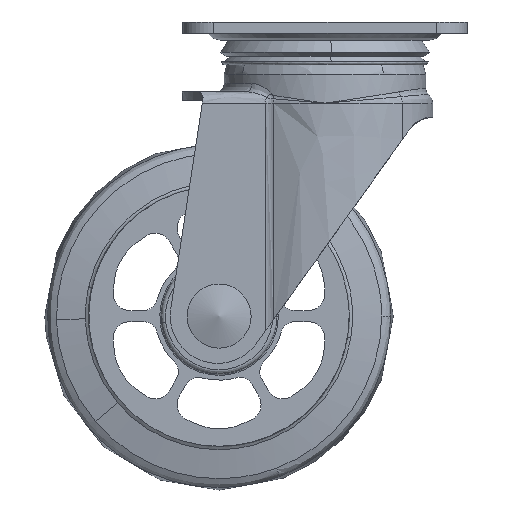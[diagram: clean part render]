
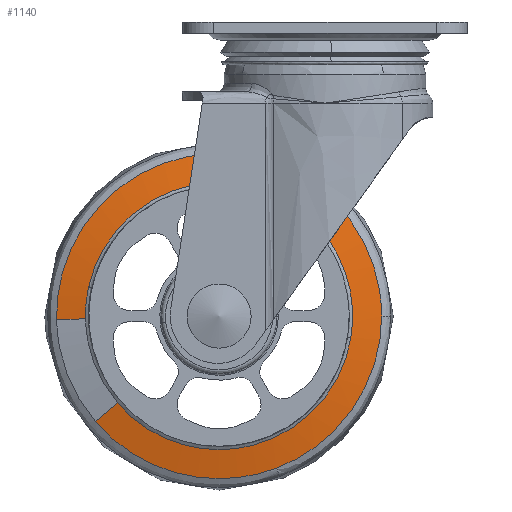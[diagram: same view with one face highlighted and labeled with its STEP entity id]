
A CAD part, front view. The second image highlights one B-rep face of the part: STEP entity #1140.
In plain terms, the highlighted free-form (B-spline) face has degree [2, 1] with [9, 2] control points.
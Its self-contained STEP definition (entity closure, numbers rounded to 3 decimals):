
#942=CARTESIAN_POINT('',(-47.653,-16.933,-0.991));
#943=CARTESIAN_POINT('',(-48.122,-16.933,21.581));
#944=CARTESIAN_POINT('',(-30.955,-16.933,36.243));
#945=CARTESIAN_POINT('',(5.289,-16.933,67.198));
#946=CARTESIAN_POINT('',(36.243,-16.933,30.955));
#947=CARTESIAN_POINT('',(67.198,-16.933,-5.289));
#948=CARTESIAN_POINT('',(30.955,-16.933,-36.243));
#949=CARTESIAN_POINT('',(-5.289,-16.933,-67.198));
#950=CARTESIAN_POINT('',(-36.243,-16.933,-30.955));
#951=CARTESIAN_POINT('',(-58.569,-14.881,-1.218));
#952=CARTESIAN_POINT('',(-59.146,-14.881,26.525));
#953=CARTESIAN_POINT('',(-38.046,-14.881,44.546));
#954=CARTESIAN_POINT('',(6.5,-14.881,82.592));
#955=CARTESIAN_POINT('',(44.546,-14.881,38.046));
#956=CARTESIAN_POINT('',(82.592,-14.881,-6.5));
#957=CARTESIAN_POINT('',(38.046,-14.881,-44.546));
#958=CARTESIAN_POINT('',(-6.5,-14.881,-82.592));
#959=CARTESIAN_POINT('',(-44.546,-14.881,-38.046));
#967=(BOUNDED_SURFACE()B_SPLINE_SURFACE(2,1,((#942,#951),(#943,#952),(#944,#953),(#945,#954),(#946,#955),(#947,#956),(#948,#957),(#949,#958),(#950,#959)),.UNSPECIFIED.,.F.,.F.,.U.)B_SPLINE_SURFACE_WITH_KNOTS((3,2,2,2,3),(2,2),(0.0,54.355,151.417,248.479,345.541),(0.0,11.11),.UNSPECIFIED.)GEOMETRIC_REPRESENTATION_ITEM()RATIONAL_B_SPLINE_SURFACE(((0.856,0.856),(0.836,0.836),(1.0,1.0),(0.707,0.707),(1.0,1.0),(0.707,0.707),(1.0,1.0),(0.707,0.707),(1.0,1.0)))REPRESENTATION_ITEM('')SURFACE());
#968=CARTESIAN_POINT('',(-47.913,-16.885,-0.996));
#969=VERTEX_POINT('',#968);
#970=CARTESIAN_POINT('',(-46.762,-16.885,10.486));
#971=VERTEX_POINT('',#970);
#972=CARTESIAN_POINT('',(-47.913,-16.885,-0.996));
#973=CARTESIAN_POINT('',(-47.923,-16.885,-0.498));
#974=CARTESIAN_POINT('',(-47.923,-16.885,0.0));
#975=CARTESIAN_POINT('',(-47.923,-16.885,5.307));
#976=CARTESIAN_POINT('',(-46.762,-16.885,10.486));
#984=(BOUNDED_CURVE()B_SPLINE_CURVE(2,(#972,#973,#974,#975,#976),.UNSPECIFIED.,.F.,.U.)B_SPLINE_CURVE_WITH_KNOTS((3,2,3),(0.746,0.75,0.787),.UNSPECIFIED.)CURVE()GEOMETRIC_REPRESENTATION_ITEM()RATIONAL_B_SPLINE_CURVE((0.992,0.996,1.0,0.956,0.925))REPRESENTATION_ITEM(''));
#985=EDGE_CURVE('',#969,#971,#984,.T.);
#986=ORIENTED_EDGE('',*,*,#985,.T.);
#987=CARTESIAN_POINT('',(0.,-16.885,47.923));
#988=VERTEX_POINT('',#987);
#989=CARTESIAN_POINT('',(-46.762,-16.885,10.486));
#990=CARTESIAN_POINT('',(-38.367,-16.885,47.923));
#991=CARTESIAN_POINT('',(0.,-16.885,47.923));
#999=(BOUNDED_CURVE()B_SPLINE_CURVE(2,(#989,#990,#991),.UNSPECIFIED.,.F.,.U.)B_SPLINE_CURVE_WITH_KNOTS((3,3),(0.787,1.0),.UNSPECIFIED.)CURVE()GEOMETRIC_REPRESENTATION_ITEM()RATIONAL_B_SPLINE_CURVE((0.925,0.751,1.0))REPRESENTATION_ITEM(''));
#1000=EDGE_CURVE('',#971,#988,#999,.T.);
#1001=ORIENTED_EDGE('',*,*,#1000,.T.);
#1002=CARTESIAN_POINT('',(47.285,-16.885,-7.794));
#1003=VERTEX_POINT('',#1002);
#1004=CARTESIAN_POINT('',(0.,-16.885,47.923));
#1005=CARTESIAN_POINT('',(47.923,-16.885,47.923));
#1006=CARTESIAN_POINT('',(47.923,-16.885,0.0));
#1007=CARTESIAN_POINT('',(47.923,-16.885,-3.923));
#1008=CARTESIAN_POINT('',(47.285,-16.885,-7.794));
#1016=(BOUNDED_CURVE()B_SPLINE_CURVE(2,(#1004,#1005,#1006,#1007,#1008),.UNSPECIFIED.,.F.,.U.)B_SPLINE_CURVE_WITH_KNOTS((3,2,3),(0.0,0.25,0.278),.UNSPECIFIED.)CURVE()GEOMETRIC_REPRESENTATION_ITEM()RATIONAL_B_SPLINE_CURVE((1.0,0.707,1.0,0.967,0.942))REPRESENTATION_ITEM(''));
#1017=EDGE_CURVE('',#988,#1003,#1016,.T.);
#1018=ORIENTED_EDGE('',*,*,#1017,.T.);
#1019=CARTESIAN_POINT('',(0.,-16.885,-47.923));
#1020=VERTEX_POINT('',#1019);
#1021=CARTESIAN_POINT('',(47.285,-16.885,-7.794));
#1022=CARTESIAN_POINT('',(40.67,-16.885,-47.923));
#1023=CARTESIAN_POINT('',(0.,-16.885,-47.923));
#1031=(BOUNDED_CURVE()B_SPLINE_CURVE(2,(#1021,#1022,#1023),.UNSPECIFIED.,.F.,.U.)B_SPLINE_CURVE_WITH_KNOTS((3,3),(0.278,0.5),.UNSPECIFIED.)CURVE()GEOMETRIC_REPRESENTATION_ITEM()RATIONAL_B_SPLINE_CURVE((0.942,0.74,1.0))REPRESENTATION_ITEM(''));
#1032=EDGE_CURVE('',#1003,#1020,#1031,.T.);
#1033=ORIENTED_EDGE('',*,*,#1032,.T.);
#1034=CARTESIAN_POINT('',(-36.441,-16.885,-31.123));
#1035=VERTEX_POINT('',#1034);
#1036=CARTESIAN_POINT('',(0.,-16.885,-47.923));
#1037=CARTESIAN_POINT('',(-22.093,-16.885,-47.923));
#1038=CARTESIAN_POINT('',(-36.441,-16.885,-31.123));
#1046=(BOUNDED_CURVE()B_SPLINE_CURVE(2,(#1036,#1037,#1038),.UNSPECIFIED.,.F.,.U.)B_SPLINE_CURVE_WITH_KNOTS((3,3),(0.5,0.637),.UNSPECIFIED.)CURVE()GEOMETRIC_REPRESENTATION_ITEM()RATIONAL_B_SPLINE_CURVE((1.0,0.84,0.855))REPRESENTATION_ITEM(''));
#1047=EDGE_CURVE('',#1020,#1035,#1046,.T.);
#1048=ORIENTED_EDGE('',*,*,#1047,.T.);
#1049=CARTESIAN_POINT('',(-44.344,-14.931,-37.873));
#1050=VERTEX_POINT('',#1049);
#1051=CARTESIAN_POINT('',(-36.441,-16.885,-31.123));
#1052=CARTESIAN_POINT('',(-44.344,-14.931,-37.873));
#1053=QUASI_UNIFORM_CURVE('',1,(#1051,#1052),.UNSPECIFIED.,.F.,.U.);
#1054=EDGE_CURVE('',#1035,#1050,#1053,.T.);
#1055=ORIENTED_EDGE('',*,*,#1054,.T.);
#1056=CARTESIAN_POINT('',(0.,-14.931,-58.316));
#1057=VERTEX_POINT('',#1056);
#1058=CARTESIAN_POINT('',(0.,-14.931,-58.316));
#1059=CARTESIAN_POINT('',(-26.884,-14.931,-58.316));
#1060=CARTESIAN_POINT('',(-44.344,-14.931,-37.873));
#1068=(BOUNDED_CURVE()B_SPLINE_CURVE(2,(#1058,#1059,#1060),.UNSPECIFIED.,.F.,.U.)B_SPLINE_CURVE_WITH_KNOTS((3,3),(0.5,0.637),.UNSPECIFIED.)CURVE()GEOMETRIC_REPRESENTATION_ITEM()RATIONAL_B_SPLINE_CURVE((1.0,0.84,0.855))REPRESENTATION_ITEM(''));
#1069=EDGE_CURVE('',#1057,#1050,#1068,.T.);
#1070=ORIENTED_EDGE('',*,*,#1069,.F.);
#1071=CARTESIAN_POINT('',(20.603,-14.931,-54.555));
#1072=VERTEX_POINT('',#1071);
#1073=CARTESIAN_POINT('',(20.603,-14.931,-54.555));
#1074=CARTESIAN_POINT('',(10.645,-14.931,-58.316));
#1075=CARTESIAN_POINT('',(0.,-14.931,-58.316));
#1083=(BOUNDED_CURVE()B_SPLINE_CURVE(2,(#1073,#1074,#1075),.UNSPECIFIED.,.F.,.U.)B_SPLINE_CURVE_WITH_KNOTS((3,3),(0.44,0.5),.UNSPECIFIED.)CURVE()GEOMETRIC_REPRESENTATION_ITEM()RATIONAL_B_SPLINE_CURVE((0.893,0.93,1.0))REPRESENTATION_ITEM(''));
#1084=EDGE_CURVE('',#1072,#1057,#1083,.T.);
#1085=ORIENTED_EDGE('',*,*,#1084,.F.);
#1086=CARTESIAN_POINT('',(58.316,-14.931,0.));
#1087=VERTEX_POINT('',#1086);
#1088=CARTESIAN_POINT('',(58.316,-14.931,0.));
#1089=CARTESIAN_POINT('',(58.316,-14.931,-40.312));
#1090=CARTESIAN_POINT('',(20.603,-14.931,-54.555));
#1098=(BOUNDED_CURVE()B_SPLINE_CURVE(2,(#1088,#1089,#1090),.UNSPECIFIED.,.F.,.U.)B_SPLINE_CURVE_WITH_KNOTS((3,3),(0.25,0.44),.UNSPECIFIED.)CURVE()GEOMETRIC_REPRESENTATION_ITEM()RATIONAL_B_SPLINE_CURVE((1.,0.777,0.893))REPRESENTATION_ITEM(''));
#1099=EDGE_CURVE('',#1087,#1072,#1098,.T.);
#1100=ORIENTED_EDGE('',*,*,#1099,.F.);
#1101=CARTESIAN_POINT('',(0.,-14.931,58.316));
#1102=VERTEX_POINT('',#1101);
#1103=CARTESIAN_POINT('',(0.,-14.931,58.316));
#1104=CARTESIAN_POINT('',(58.316,-14.931,58.316));
#1105=CARTESIAN_POINT('',(58.316,-14.931,0.));
#1113=(BOUNDED_CURVE()B_SPLINE_CURVE(2,(#1103,#1104,#1105),.UNSPECIFIED.,.F.,.U.)B_SPLINE_CURVE_WITH_KNOTS((3,3),(0.0,0.25),.UNSPECIFIED.)CURVE()GEOMETRIC_REPRESENTATION_ITEM()RATIONAL_B_SPLINE_CURVE((1.0,0.707,1.))REPRESENTATION_ITEM(''));
#1114=EDGE_CURVE('',#1102,#1087,#1113,.T.);
#1115=ORIENTED_EDGE('',*,*,#1114,.F.);
#1116=CARTESIAN_POINT('',(-58.303,-14.931,-1.212));
#1117=VERTEX_POINT('',#1116);
#1118=CARTESIAN_POINT('',(-58.303,-14.931,-1.212));
#1119=CARTESIAN_POINT('',(-58.316,-14.931,-0.606));
#1120=CARTESIAN_POINT('',(-58.316,-14.931,0.0));
#1121=CARTESIAN_POINT('',(-58.316,-14.931,58.316));
#1122=CARTESIAN_POINT('',(0.,-14.931,58.316));
#1130=(BOUNDED_CURVE()B_SPLINE_CURVE(2,(#1118,#1119,#1120,#1121,#1122),.UNSPECIFIED.,.F.,.U.)B_SPLINE_CURVE_WITH_KNOTS((3,2,3),(0.746,0.75,1.0),.UNSPECIFIED.)CURVE()GEOMETRIC_REPRESENTATION_ITEM()RATIONAL_B_SPLINE_CURVE((0.992,0.996,1.0,0.707,1.0))REPRESENTATION_ITEM(''));
#1131=EDGE_CURVE('',#1117,#1102,#1130,.T.);
#1132=ORIENTED_EDGE('',*,*,#1131,.F.);
#1133=CARTESIAN_POINT('',(-47.913,-16.885,-0.996));
#1134=CARTESIAN_POINT('',(-58.303,-14.931,-1.212));
#1135=QUASI_UNIFORM_CURVE('',1,(#1133,#1134),.UNSPECIFIED.,.F.,.U.);
#1136=EDGE_CURVE('',#969,#1117,#1135,.T.);
#1137=ORIENTED_EDGE('',*,*,#1136,.F.);
#1138=EDGE_LOOP('',(#986,#1001,#1018,#1033,#1048,#1055,#1070,#1085,#1100,#1115,#1132,#1137));
#1139=FACE_OUTER_BOUND('',#1138,.T.);
#1140=ADVANCED_FACE('',(#1139),#967,.T.);
